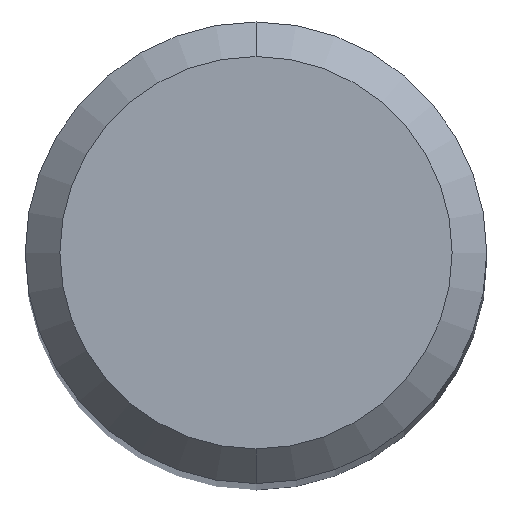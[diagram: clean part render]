
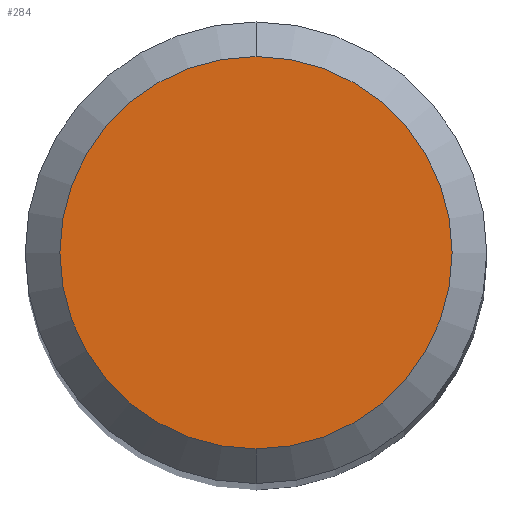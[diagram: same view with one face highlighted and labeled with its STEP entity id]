
A CAD part, top view. The second image highlights one B-rep face of the part: STEP entity #284.
In plain terms, the highlighted planar face has unit normal (0, 0, 1).
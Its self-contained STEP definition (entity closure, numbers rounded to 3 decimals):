
#284=ADVANCED_FACE('',(#588),#589,.T.);
#302=VERTEX_POINT('',#607);
#304=EDGE_CURVE('',#442,#302,#609,.T.);
#434=EDGE_CURVE('',#302,#442,#755,.T.);
#442=VERTEX_POINT('',#764);
#588=FACE_OUTER_BOUND('',#1001,.T.);
#589=PLANE('',#1002);
#607=CARTESIAN_POINT('',(0.0,1.7,0.0));
#609=CIRCLE('',#1092,1.7);
#755=CIRCLE('',#1375,1.7);
#764=CARTESIAN_POINT('',(0.,-1.7,0.0));
#1001=EDGE_LOOP('',(#1533,#1534));
#1002=AXIS2_PLACEMENT_3D('',#1535,#1536,#1537);
#1092=AXIS2_PLACEMENT_3D('',#1548,#1549,#1550);
#1375=AXIS2_PLACEMENT_3D('',#1715,#1716,#1717);
#1533=ORIENTED_EDGE('',*,*,#434,.F.);
#1534=ORIENTED_EDGE('',*,*,#304,.F.);
#1535=CARTESIAN_POINT('',(0.0,0.85,0.0));
#1536=DIRECTION('',(-0.0,0.0,1.0));
#1537=DIRECTION('',(0.0,-1.0,0.0));
#1548=CARTESIAN_POINT('',(0.0,0.0,0.0));
#1549=DIRECTION('',(0.0,0.0,-1.0));
#1550=DIRECTION('',(0.0,1.0,0.0));
#1715=CARTESIAN_POINT('',(0.0,0.0,0.0));
#1716=DIRECTION('',(0.0,0.0,-1.0));
#1717=DIRECTION('',(0.0,1.0,0.0));
